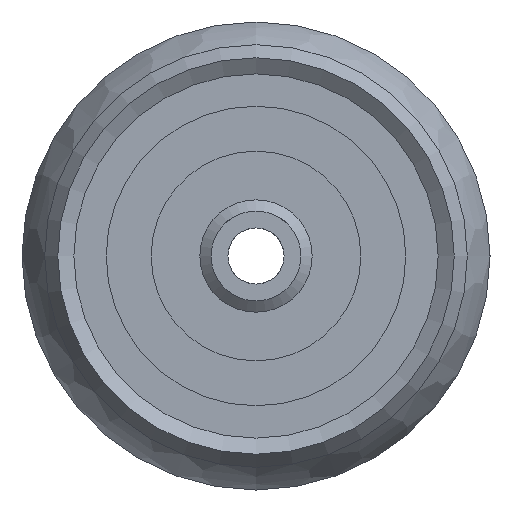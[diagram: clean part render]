
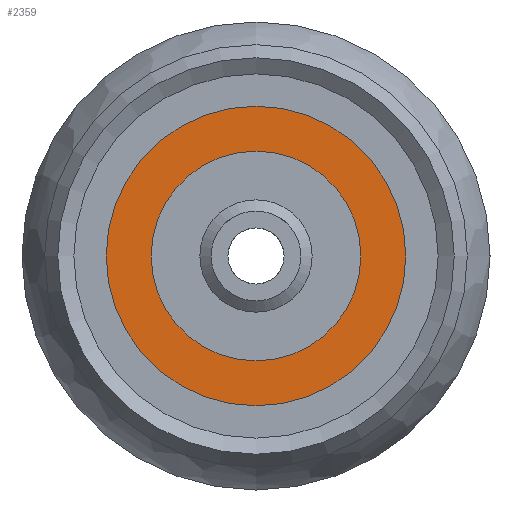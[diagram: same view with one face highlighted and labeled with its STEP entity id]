
A CAD part, left-side view. The second image highlights one B-rep face of the part: STEP entity #2359.
In plain terms, the highlighted planar face has unit normal (-1, 0, 0).
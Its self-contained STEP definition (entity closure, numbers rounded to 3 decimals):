
#830=ORIENTED_EDGE('',*,*,#1328,.F.);
#831=ORIENTED_EDGE('',*,*,#1327,.F.);
#1327=EDGE_CURVE('',#1570,#1570,#1722,.T.);
#1328=EDGE_CURVE('',#1571,#1571,#1723,.T.);
#1570=VERTEX_POINT('',#4280);
#1571=VERTEX_POINT('',#4283);
#1722=CIRCLE('',#2675,1.6);
#1723=CIRCLE('',#2677,1.12);
#1933=EDGE_LOOP('',(#830));
#1934=EDGE_LOOP('',(#831));
#2151=FACE_BOUND('',#1933,.T.);
#2152=FACE_BOUND('',#1934,.T.);
#2230=PLANE('',#2676);
#2359=ADVANCED_FACE('',(#2151,#2152),#2230,.F.);
#2675=AXIS2_PLACEMENT_3D('',#4279,#3330,#3331);
#2676=AXIS2_PLACEMENT_3D('',#4281,#3332,#3333);
#2677=AXIS2_PLACEMENT_3D('',#4282,#3334,#3335);
#3330=DIRECTION('',(1.,0.,0.));
#3331=DIRECTION('',(0.,0.,1.));
#3332=DIRECTION('',(1.,0.,0.));
#3333=DIRECTION('',(0.,0.,-1.));
#3334=DIRECTION('',(-1.,0.,0.));
#3335=DIRECTION('',(0.,0.,-1.));
#4279=CARTESIAN_POINT('',(-6.95,0.,0.));
#4280=CARTESIAN_POINT('',(-6.95,0.,1.6));
#4281=CARTESIAN_POINT('',(-6.95,0.,0.));
#4282=CARTESIAN_POINT('',(-6.95,0.,0.));
#4283=CARTESIAN_POINT('',(-6.95,0.,-1.12));
